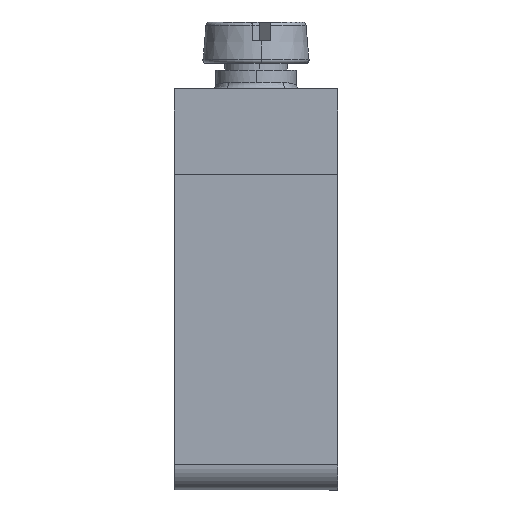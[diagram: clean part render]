
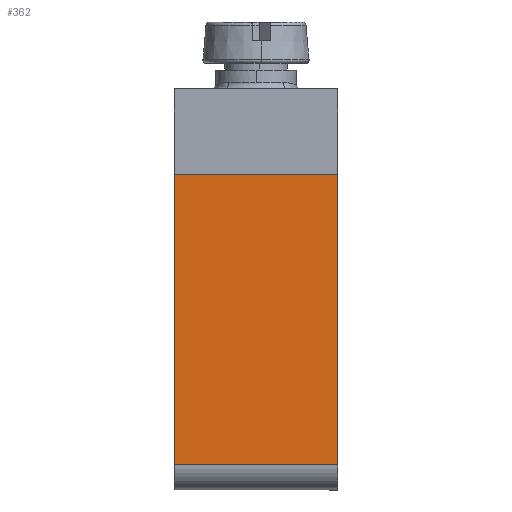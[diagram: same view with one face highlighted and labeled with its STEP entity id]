
A CAD part, left-side view. The second image highlights one B-rep face of the part: STEP entity #362.
In plain terms, the highlighted planar face has unit normal (-1, 0, 0).
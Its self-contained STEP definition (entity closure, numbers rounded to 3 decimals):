
#3 = LINE ( 'NONE', #2417, #3233 ) ;
#62 = CARTESIAN_POINT ( 'NONE',  ( -27.634, 6.246, 8.854 ) ) ;
#139 = DIRECTION ( 'NONE',  ( 0., -1., 0. ) ) ;
#225 = ORIENTED_EDGE ( 'NONE', *, *, #3091, .F. ) ;
#267 = CARTESIAN_POINT ( 'NONE',  ( -27.634, 6.246, -14.246 ) ) ;
#352 = ORIENTED_EDGE ( 'NONE', *, *, #3165, .T. ) ;
#362 = ADVANCED_FACE ( 'NONE', ( #3192 ), #1161, .T. ) ;
#442 = VECTOR ( 'NONE', #1583, 1000. ) ;
#685 = VECTOR ( 'NONE', #139, 1000. ) ;
#686 = DIRECTION ( 'NONE',  ( 0., 0., 1. ) ) ;
#689 = DIRECTION ( 'NONE',  ( -1., 0., 0. ) ) ;
#693 = CARTESIAN_POINT ( 'NONE',  ( -27.634, -6.754, 13.654 ) ) ;
#707 = ORIENTED_EDGE ( 'NONE', *, *, #2884, .T. ) ;
#731 = LINE ( 'NONE', #2414, #685 ) ;
#883 = VERTEX_POINT ( 'NONE', #1345 ) ;
#1143 = DIRECTION ( 'NONE',  ( 0., 0., -1. ) ) ;
#1161 = PLANE ( 'NONE',  #1904 ) ;
#1253 = CARTESIAN_POINT ( 'NONE',  ( -27.634, 6.246, -16.246 ) ) ;
#1345 = CARTESIAN_POINT ( 'NONE',  ( -27.634, -6.754, 8.854 ) ) ;
#1351 = VERTEX_POINT ( 'NONE', #267 ) ;
#1491 = CARTESIAN_POINT ( 'NONE',  ( -27.634, -6.754, 13.654 ) ) ;
#1501 = CARTESIAN_POINT ( 'NONE',  ( -27.634, -6.754, -14.246 ) ) ;
#1523 = EDGE_LOOP ( 'NONE', ( #352, #2780, #225, #707 ) ) ;
#1583 = DIRECTION ( 'NONE',  ( 0., 0., -1. ) ) ;
#1798 = VERTEX_POINT ( 'NONE', #62 ) ;
#1904 = AXIS2_PLACEMENT_3D ( 'NONE', #693, #689, #686 ) ;
#2411 = DIRECTION ( 'NONE',  ( 0., -1., 0. ) ) ;
#2414 = CARTESIAN_POINT ( 'NONE',  ( -27.634, 6.246, 8.854 ) ) ;
#2417 = CARTESIAN_POINT ( 'NONE',  ( -27.634, -4.754, -14.246 ) ) ;
#2528 = LINE ( 'NONE', #1491, #442 ) ;
#2746 = VERTEX_POINT ( 'NONE', #1501 ) ;
#2780 = ORIENTED_EDGE ( 'NONE', *, *, #3191, .F. ) ;
#2884 = EDGE_CURVE ( 'NONE', #1798, #1351, #3320, .T. ) ;
#3025 = VECTOR ( 'NONE', #1143, 1000. ) ;
#3091 = EDGE_CURVE ( 'NONE', #1798, #883, #731, .T. ) ;
#3165 = EDGE_CURVE ( 'NONE', #1351, #2746, #3, .T. ) ;
#3191 = EDGE_CURVE ( 'NONE', #883, #2746, #2528, .T. ) ;
#3192 = FACE_OUTER_BOUND ( 'NONE', #1523, .T. ) ;
#3233 = VECTOR ( 'NONE', #2411, 1000. ) ;
#3320 = LINE ( 'NONE', #1253, #3025 ) ;
